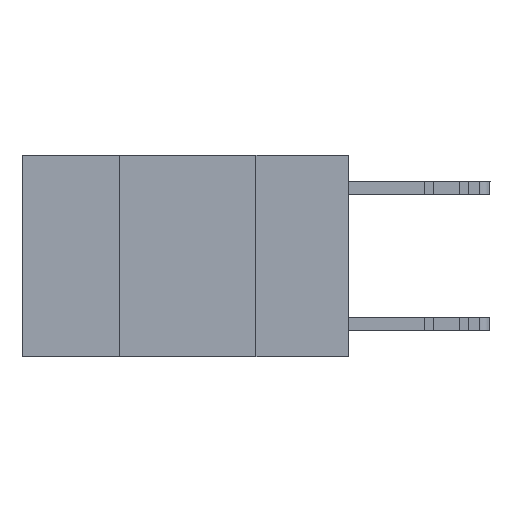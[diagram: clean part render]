
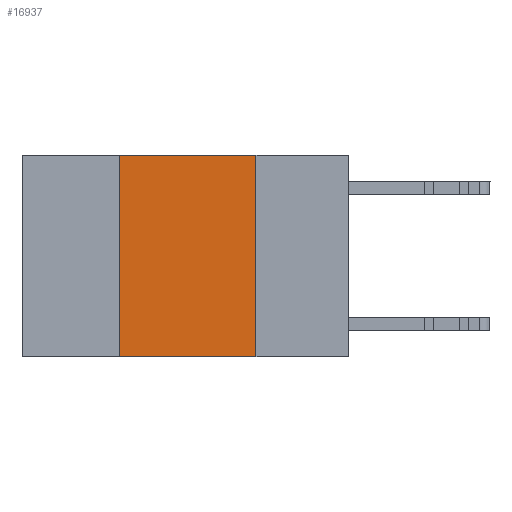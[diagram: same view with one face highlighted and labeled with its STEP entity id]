
A CAD part, left-side view. The second image highlights one B-rep face of the part: STEP entity #16937.
In plain terms, the highlighted planar face has unit normal (-1, 0, 0).
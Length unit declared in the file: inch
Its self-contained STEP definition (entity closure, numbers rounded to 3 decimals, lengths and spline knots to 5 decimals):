
#1214 = CARTESIAN_POINT ( 'NONE',  ( 0., 0.42, 0. ) ) ;
#1258 = ORIENTED_EDGE ( 'NONE', *, *, #15507, .F. ) ;
#1400 = FACE_OUTER_BOUND ( 'NONE', #20155, .T. ) ;
#2500 = VERTEX_POINT ( 'NONE', #1214 ) ;
#2675 = CARTESIAN_POINT ( 'NONE',  ( 0., 0.17, 0. ) ) ;
#2752 = AXIS2_PLACEMENT_3D ( 'NONE', #11637, #31441, #21835 ) ;
#4185 = LINE ( 'NONE', #14105, #27175 ) ;
#4265 = VERTEX_POINT ( 'NONE', #4640 ) ;
#4640 = CARTESIAN_POINT ( 'NONE',  ( 0., 0.17, -0.37 ) ) ;
#6006 = DIRECTION ( 'NONE',  ( 0., -1., 0. ) ) ;
#6419 = LINE ( 'NONE', #16822, #19366 ) ;
#6564 = DIRECTION ( 'NONE',  ( 0., 0., -1. ) ) ;
#11637 = CARTESIAN_POINT ( 'NONE',  ( 0., 0.6, 0. ) ) ;
#11945 = PLANE ( 'NONE',  #2752 ) ;
#12117 = VERTEX_POINT ( 'NONE', #19653 ) ;
#12180 = EDGE_CURVE ( 'NONE', #2500, #18435, #13163, .T. ) ;
#13163 = LINE ( 'NONE', #15602, #17141 ) ;
#13174 = EDGE_CURVE ( 'NONE', #12117, #4265, #23589, .T. ) ;
#14105 = CARTESIAN_POINT ( 'NONE',  ( 0., 0.42, 0. ) ) ;
#15067 = EDGE_CURVE ( 'NONE', #12117, #2500, #4185, .T. ) ;
#15507 = EDGE_CURVE ( 'NONE', #18435, #4265, #6419, .T. ) ;
#15602 = CARTESIAN_POINT ( 'NONE',  ( 0., 0.6, 0. ) ) ;
#15818 = DIRECTION ( 'NONE',  ( 0., -1., 0. ) ) ;
#16822 = CARTESIAN_POINT ( 'NONE',  ( 0., 0.17, 0. ) ) ;
#16937 = ADVANCED_FACE ( 'NONE', ( #1400 ), #11945, .F. ) ;
#17141 = VECTOR ( 'NONE', #6006, 39.37008 ) ;
#18372 = ORIENTED_EDGE ( 'NONE', *, *, #15067, .F. ) ;
#18435 = VERTEX_POINT ( 'NONE', #2675 ) ;
#19366 = VECTOR ( 'NONE', #6564, 39.37008 ) ;
#19653 = CARTESIAN_POINT ( 'NONE',  ( 0., 0.42, -0.37 ) ) ;
#20155 = EDGE_LOOP ( 'NONE', ( #1258, #20898, #18372, #24991 ) ) ;
#20653 = CARTESIAN_POINT ( 'NONE',  ( 0., 0.6, -0.37 ) ) ;
#20898 = ORIENTED_EDGE ( 'NONE', *, *, #12180, .F. ) ;
#21835 = DIRECTION ( 'NONE',  ( 0., 0., -1. ) ) ;
#21864 = VECTOR ( 'NONE', #15818, 39.37008 ) ;
#23589 = LINE ( 'NONE', #20653, #21864 ) ;
#23998 = DIRECTION ( 'NONE',  ( 0., 0., 1. ) ) ;
#24991 = ORIENTED_EDGE ( 'NONE', *, *, #13174, .T. ) ;
#27175 = VECTOR ( 'NONE', #23998, 39.37008 ) ;
#31441 = DIRECTION ( 'NONE',  ( 1., 0., 0. ) ) ;
